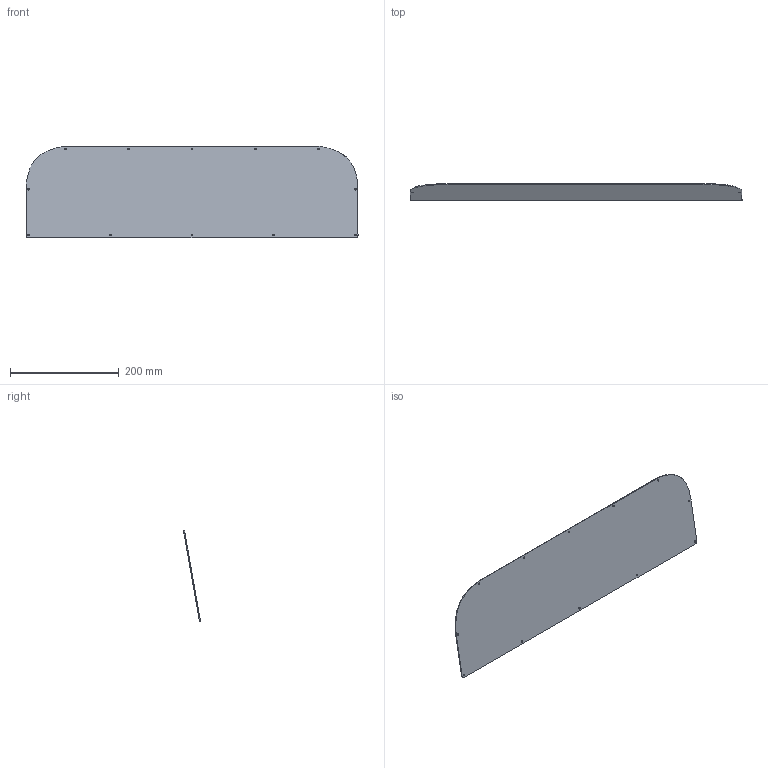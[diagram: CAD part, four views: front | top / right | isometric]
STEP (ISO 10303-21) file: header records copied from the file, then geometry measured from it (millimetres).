
FILE_DESCRIPTION(/* description */ (''),/* implementation_level */ '2;1');
FILE_NAME(/* name */ 'Tetra-Rear_Cover_Plate.step',/* time_stamp */ '2020-08-31T13:41:43-04:00',/* author */ (''),/* organization */ (''),/* preprocessor_version */ 'ST-DEVELOPER v18.1',/* originating_system */ 'Autodesk Translation Framework v9.3.0.1241',/* authorisation */ '');
FILE_SCHEMA (('AUTOMOTIVE_DESIGN { 1 0 10303 214 3 1 1 }'));
Length unit declared in the file: millimetre
Products named in the file (1): Rear Cover Plate
Bounding box: 609.99 x 31.14 x 167.97 mm (x, y, z)
Volume: 162234.3 mm3; surface area: 205426.1 mm2
Topology: 1 solids, 1 shells, 22 faces, 60 edges, 40 vertices
Faces by surface type: cylinder 14, plane 6, bspline 2
Full cylindrical faces by diameter (mm): 3.175 x12
Entity records: 1045 total; most frequent: CARTESIAN_POINT 389, DIRECTION 126, ORIENTED_EDGE 120, EDGE_CURVE 60, AXIS2_PLACEMENT_3D 49, EDGE_LOOP 46, VERTEX_POINT 40, LINE 28
